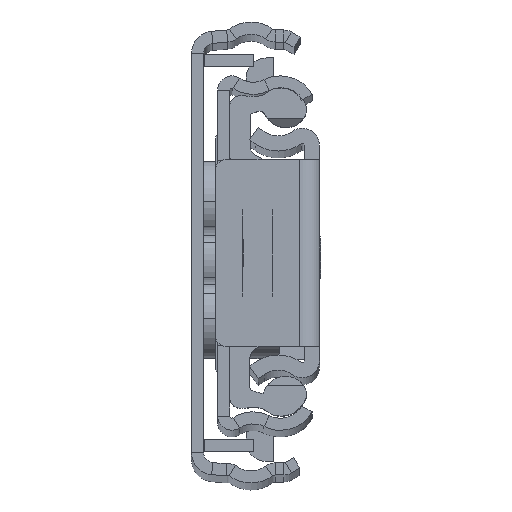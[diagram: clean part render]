
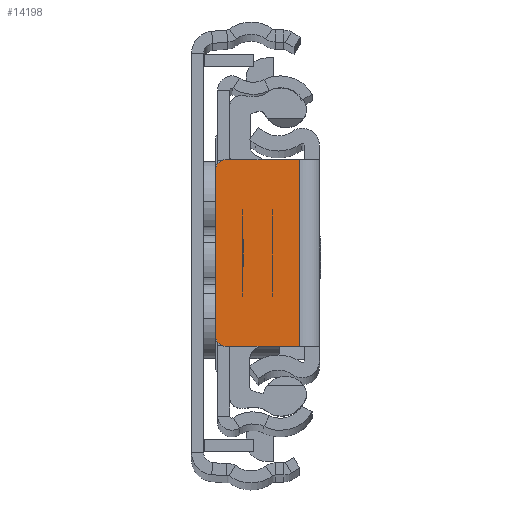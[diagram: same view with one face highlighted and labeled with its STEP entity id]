
A CAD part, top view. The second image highlights one B-rep face of the part: STEP entity #14198.
In plain terms, the highlighted planar face has unit normal (0, 0, 1).
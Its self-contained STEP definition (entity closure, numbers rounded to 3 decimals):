
#418 = DIRECTION ( 'NONE',  ( 0., 0., -1. ) ) ;
#686 = CARTESIAN_POINT ( 'NONE',  ( -10.3, 8.25, 0. ) ) ;
#833 = EDGE_CURVE ( 'NONE', #11558, #14961, #16996, .T. ) ;
#1148 = LINE ( 'NONE', #12849, #1844 ) ;
#1219 = EDGE_CURVE ( 'NONE', #14961, #12898, #12763, .T. ) ;
#1338 = ORIENTED_EDGE ( 'NONE', *, *, #13391, .T. ) ;
#1648 = ORIENTED_EDGE ( 'NONE', *, *, #833, .T. ) ;
#1768 = EDGE_LOOP ( 'NONE', ( #12653, #19737, #6715, #10902, #1338, #1648 ) ) ;
#1844 = VECTOR ( 'NONE', #14297, 1000. ) ;
#2656 = DIRECTION ( 'NONE',  ( -1., 0., 0. ) ) ;
#2660 = CARTESIAN_POINT ( 'NONE',  ( -9.3, -8.25, 0. ) ) ;
#2737 = CARTESIAN_POINT ( 'NONE',  ( -10.3, 0., 0. ) ) ;
#2992 = DIRECTION ( 'NONE',  ( 0., 0., 1. ) ) ;
#5031 = EDGE_CURVE ( 'NONE', #12898, #15775, #8691, .T. ) ;
#5126 = AXIS2_PLACEMENT_3D ( 'NONE', #12663, #418, #20778 ) ;
#5189 = DIRECTION ( 'NONE',  ( -1., 0., 0. ) ) ;
#5824 = PLANE ( 'NONE',  #5126 ) ;
#6413 = LINE ( 'NONE', #20237, #12819 ) ;
#6715 = ORIENTED_EDGE ( 'NONE', *, *, #8495, .T. ) ;
#6944 = DIRECTION ( 'NONE',  ( 1., 0., 0. ) ) ;
#7560 = VERTEX_POINT ( 'NONE', #7689 ) ;
#7689 = CARTESIAN_POINT ( 'NONE',  ( -2., 9.25, 0. ) ) ;
#7728 = DIRECTION ( 'NONE',  ( -1., 0., 0. ) ) ;
#8495 = EDGE_CURVE ( 'NONE', #15775, #18276, #18745, .T. ) ;
#8691 = CIRCLE ( 'NONE', #12903, 1. ) ;
#10468 = CARTESIAN_POINT ( 'NONE',  ( -9.3, 9.25, 0. ) ) ;
#10687 = VECTOR ( 'NONE', #12656, 1000. ) ;
#10902 = ORIENTED_EDGE ( 'NONE', *, *, #19794, .F. ) ;
#11538 = CARTESIAN_POINT ( 'NONE',  ( -2., -9.25, 0. ) ) ;
#11558 = VERTEX_POINT ( 'NONE', #10468 ) ;
#12125 = VECTOR ( 'NONE', #6944, 1000. ) ;
#12309 = CARTESIAN_POINT ( 'NONE',  ( -9.3, -9.25, 0. ) ) ;
#12653 = ORIENTED_EDGE ( 'NONE', *, *, #1219, .T. ) ;
#12656 = DIRECTION ( 'NONE',  ( 0., -1., 0. ) ) ;
#12663 = CARTESIAN_POINT ( 'NONE',  ( 0., 0., 0. ) ) ;
#12763 = LINE ( 'NONE', #2737, #10687 ) ;
#12819 = VECTOR ( 'NONE', #5189, 1000. ) ;
#12849 = CARTESIAN_POINT ( 'NONE',  ( -2., -9.25, 0. ) ) ;
#12898 = VERTEX_POINT ( 'NONE', #19066 ) ;
#12903 = AXIS2_PLACEMENT_3D ( 'NONE', #2660, #2992, #7728 ) ;
#13391 = EDGE_CURVE ( 'NONE', #7560, #11558, #6413, .T. ) ;
#13458 = AXIS2_PLACEMENT_3D ( 'NONE', #14450, #21236, #2656 ) ;
#14198 = ADVANCED_FACE ( 'NONE', ( #21000 ), #5824, .F. ) ;
#14297 = DIRECTION ( 'NONE',  ( 0., -1., 0. ) ) ;
#14450 = CARTESIAN_POINT ( 'NONE',  ( -9.3, 8.25, 0. ) ) ;
#14961 = VERTEX_POINT ( 'NONE', #686 ) ;
#15775 = VERTEX_POINT ( 'NONE', #12309 ) ;
#16996 = CIRCLE ( 'NONE', #13458, 1. ) ;
#17424 = CARTESIAN_POINT ( 'NONE',  ( 0., -9.25, 0. ) ) ;
#18276 = VERTEX_POINT ( 'NONE', #11538 ) ;
#18745 = LINE ( 'NONE', #17424, #12125 ) ;
#19066 = CARTESIAN_POINT ( 'NONE',  ( -10.3, -8.25, 0. ) ) ;
#19737 = ORIENTED_EDGE ( 'NONE', *, *, #5031, .T. ) ;
#19794 = EDGE_CURVE ( 'NONE', #7560, #18276, #1148, .T. ) ;
#20237 = CARTESIAN_POINT ( 'NONE',  ( 0., 9.25, 0. ) ) ;
#20778 = DIRECTION ( 'NONE',  ( -1., 0., 0. ) ) ;
#21000 = FACE_OUTER_BOUND ( 'NONE', #1768, .T. ) ;
#21236 = DIRECTION ( 'NONE',  ( 0., 0., 1. ) ) ;
